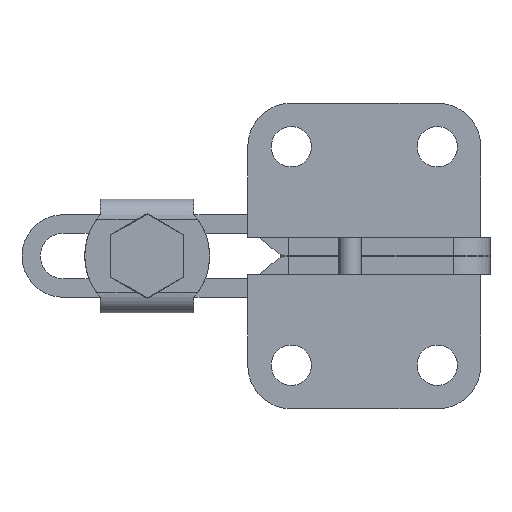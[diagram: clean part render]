
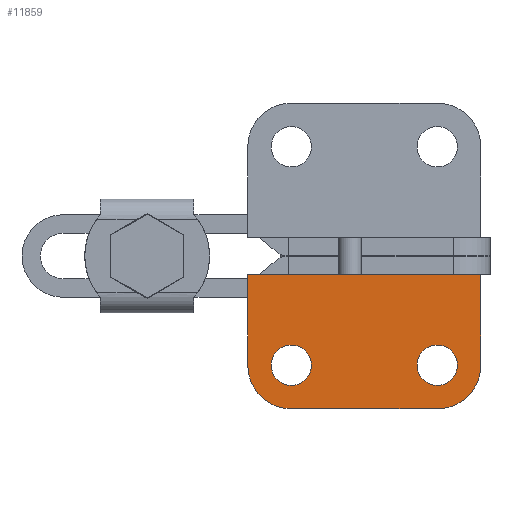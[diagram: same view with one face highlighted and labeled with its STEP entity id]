
A CAD part, front view. The second image highlights one B-rep face of the part: STEP entity #11859.
In plain terms, the highlighted planar face has unit normal (0, -1, 0).
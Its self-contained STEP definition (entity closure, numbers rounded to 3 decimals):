
#8 = VERTEX_POINT ( 'NONE', #4781 ) ;
#50 = CARTESIAN_POINT ( 'NONE',  ( 12.7, 0., -4. ) ) ;
#125 = VECTOR ( 'NONE', #1575, 1000. ) ;
#158 = VERTEX_POINT ( 'NONE', #9450 ) ;
#399 = ORIENTED_EDGE ( 'NONE', *, *, #10670, .F. ) ;
#403 = EDGE_LOOP ( 'NONE', ( #1024, #399, #744, #5340, #7399, #3230, #559, #9171 ) ) ;
#423 = EDGE_CURVE ( 'NONE', #10393, #798, #4504, .T. ) ;
#559 = ORIENTED_EDGE ( 'NONE', *, *, #5454, .F. ) ;
#674 = CARTESIAN_POINT ( 'NONE',  ( -12.7, 0., -4. ) ) ;
#744 = ORIENTED_EDGE ( 'NONE', *, *, #11508, .F. ) ;
#798 = VERTEX_POINT ( 'NONE', #1175 ) ;
#802 = CARTESIAN_POINT ( 'NONE',  ( -15.53, 0., -4. ) ) ;
#869 = LINE ( 'NONE', #7676, #10525 ) ;
#1024 = ORIENTED_EDGE ( 'NONE', *, *, #4065, .T. ) ;
#1033 = CARTESIAN_POINT ( 'NONE',  ( 7.95, 0., -13.9 ) ) ;
#1175 = CARTESIAN_POINT ( 'NONE',  ( -5.75, 0., -13.9 ) ) ;
#1210 = FACE_BOUND ( 'NONE', #11410, .T. ) ;
#1297 = CARTESIAN_POINT ( 'NONE',  ( 12.7, 0., -18.65 ) ) ;
#1370 = DIRECTION ( 'NONE',  ( 1., 0., 0. ) ) ;
#1388 = EDGE_CURVE ( 'NONE', #7045, #1549, #4886, .T. ) ;
#1494 = DIRECTION ( 'NONE',  ( 0., -1., 0. ) ) ;
#1549 = VERTEX_POINT ( 'NONE', #6082 ) ;
#1575 = DIRECTION ( 'NONE',  ( 0., 0., 1. ) ) ;
#1861 = ORIENTED_EDGE ( 'NONE', *, *, #10286, .F. ) ;
#1979 = DIRECTION ( 'NONE',  ( -1., 0., 0. ) ) ;
#2100 = LINE ( 'NONE', #802, #6791 ) ;
#2173 = EDGE_CURVE ( 'NONE', #4035, #1549, #869, .T. ) ;
#2276 = LINE ( 'NONE', #50, #11919 ) ;
#2302 = VERTEX_POINT ( 'NONE', #4861 ) ;
#2373 = VECTOR ( 'NONE', #5467, 1000. ) ;
#2632 = CIRCLE ( 'NONE', #5067, 4.75 ) ;
#2654 = DIRECTION ( 'NONE',  ( 0., -1., 0. ) ) ;
#2865 = VERTEX_POINT ( 'NONE', #10533 ) ;
#2907 = DIRECTION ( 'NONE',  ( 0., 0., 1. ) ) ;
#3108 = CARTESIAN_POINT ( 'NONE',  ( 7.95, 0., -13.9 ) ) ;
#3230 = ORIENTED_EDGE ( 'NONE', *, *, #10788, .T. ) ;
#3311 = CIRCLE ( 'NONE', #7767, 4.75 ) ;
#3434 = DIRECTION ( 'NONE',  ( 0., -1., 0. ) ) ;
#3481 = CARTESIAN_POINT ( 'NONE',  ( 12.7, 0., -18.65 ) ) ;
#3849 = VERTEX_POINT ( 'NONE', #9698 ) ;
#3918 = VERTEX_POINT ( 'NONE', #5166 ) ;
#4035 = VERTEX_POINT ( 'NONE', #8987 ) ;
#4053 = DIRECTION ( 'NONE',  ( 1., 0., 0. ) ) ;
#4065 = EDGE_CURVE ( 'NONE', #3849, #158, #7638, .T. ) ;
#4318 = CARTESIAN_POINT ( 'NONE',  ( -7.95, 0., -18.65 ) ) ;
#4322 = EDGE_CURVE ( 'NONE', #2865, #8, #10950, .T. ) ;
#4446 = EDGE_CURVE ( 'NONE', #3918, #3849, #2632, .T. ) ;
#4473 = AXIS2_PLACEMENT_3D ( 'NONE', #10855, #5307, #11802 ) ;
#4504 = CIRCLE ( 'NONE', #8983, 2.2 ) ;
#4781 = CARTESIAN_POINT ( 'NONE',  ( 5.75, 0., -13.9 ) ) ;
#4861 = CARTESIAN_POINT ( 'NONE',  ( 12.7, 0., -4. ) ) ;
#4886 = LINE ( 'NONE', #674, #2373 ) ;
#5067 = AXIS2_PLACEMENT_3D ( 'NONE', #3108, #9639, #4053 ) ;
#5166 = CARTESIAN_POINT ( 'NONE',  ( 7.95, 0., -18.65 ) ) ;
#5307 = DIRECTION ( 'NONE',  ( 0., -1., 0. ) ) ;
#5340 = ORIENTED_EDGE ( 'NONE', *, *, #1388, .T. ) ;
#5346 = VECTOR ( 'NONE', #10861, 1000. ) ;
#5454 = EDGE_CURVE ( 'NONE', #3918, #7150, #10567, .T. ) ;
#5467 = DIRECTION ( 'NONE',  ( 0., 0., -1. ) ) ;
#5789 = CIRCLE ( 'NONE', #4473, 2.2 ) ;
#5963 = CARTESIAN_POINT ( 'NONE',  ( -12.7, 0., -4. ) ) ;
#6040 = PLANE ( 'NONE',  #6341 ) ;
#6082 = CARTESIAN_POINT ( 'NONE',  ( -12.7, 0., -6.001 ) ) ;
#6325 = CARTESIAN_POINT ( 'NONE',  ( -10.15, 0., -13.9 ) ) ;
#6341 = AXIS2_PLACEMENT_3D ( 'NONE', #1297, #6988, #1370 ) ;
#6377 = DIRECTION ( 'NONE',  ( 1., 0., 0. ) ) ;
#6791 = VECTOR ( 'NONE', #6377, 1000. ) ;
#6988 = DIRECTION ( 'NONE',  ( 0., -1., 0. ) ) ;
#7045 = VERTEX_POINT ( 'NONE', #5963 ) ;
#7102 = CARTESIAN_POINT ( 'NONE',  ( -7.95, 0., -13.9 ) ) ;
#7150 = VERTEX_POINT ( 'NONE', #4318 ) ;
#7399 = ORIENTED_EDGE ( 'NONE', *, *, #2173, .F. ) ;
#7610 = DIRECTION ( 'NONE',  ( 0., -1., 0. ) ) ;
#7612 = EDGE_CURVE ( 'NONE', #798, #10393, #10068, .T. ) ;
#7638 = LINE ( 'NONE', #3481, #125 ) ;
#7676 = CARTESIAN_POINT ( 'NONE',  ( -12.7, 0., -18.65 ) ) ;
#7767 = AXIS2_PLACEMENT_3D ( 'NONE', #7102, #1494, #8065 ) ;
#8016 = ORIENTED_EDGE ( 'NONE', *, *, #423, .F. ) ;
#8065 = DIRECTION ( 'NONE',  ( 1., 0., 0. ) ) ;
#8262 = DIRECTION ( 'NONE',  ( -1., 0., 0. ) ) ;
#8919 = ORIENTED_EDGE ( 'NONE', *, *, #7612, .F. ) ;
#8961 = CARTESIAN_POINT ( 'NONE',  ( 12.7, 0., -18.65 ) ) ;
#8983 = AXIS2_PLACEMENT_3D ( 'NONE', #9193, #2654, #8262 ) ;
#8987 = CARTESIAN_POINT ( 'NONE',  ( -12.7, 0., -13.9 ) ) ;
#9020 = CARTESIAN_POINT ( 'NONE',  ( -7.95, 0., -13.9 ) ) ;
#9171 = ORIENTED_EDGE ( 'NONE', *, *, #4446, .T. ) ;
#9193 = CARTESIAN_POINT ( 'NONE',  ( -7.95, 0., -13.9 ) ) ;
#9450 = CARTESIAN_POINT ( 'NONE',  ( 12.7, 0., -6.001 ) ) ;
#9639 = DIRECTION ( 'NONE',  ( 0., -1., 0. ) ) ;
#9698 = CARTESIAN_POINT ( 'NONE',  ( 12.7, 0., -13.9 ) ) ;
#9951 = DIRECTION ( 'NONE',  ( -1., 0., 0. ) ) ;
#10068 = CIRCLE ( 'NONE', #11762, 2.2 ) ;
#10280 = FACE_OUTER_BOUND ( 'NONE', #403, .T. ) ;
#10286 = EDGE_CURVE ( 'NONE', #8, #2865, #5789, .T. ) ;
#10393 = VERTEX_POINT ( 'NONE', #6325 ) ;
#10437 = DIRECTION ( 'NONE',  ( 0., 0., -1. ) ) ;
#10525 = VECTOR ( 'NONE', #2907, 1000. ) ;
#10533 = CARTESIAN_POINT ( 'NONE',  ( 10.15, 0., -13.9 ) ) ;
#10567 = LINE ( 'NONE', #8961, #5346 ) ;
#10573 = FACE_BOUND ( 'NONE', #11341, .T. ) ;
#10670 = EDGE_CURVE ( 'NONE', #2302, #158, #2276, .T. ) ;
#10788 = EDGE_CURVE ( 'NONE', #4035, #7150, #3311, .T. ) ;
#10855 = CARTESIAN_POINT ( 'NONE',  ( 7.95, 0., -13.9 ) ) ;
#10861 = DIRECTION ( 'NONE',  ( -1., 0., 0. ) ) ;
#10950 = CIRCLE ( 'NONE', #11549, 2.2 ) ;
#11090 = ORIENTED_EDGE ( 'NONE', *, *, #4322, .F. ) ;
#11341 = EDGE_LOOP ( 'NONE', ( #8016, #8919 ) ) ;
#11410 = EDGE_LOOP ( 'NONE', ( #1861, #11090 ) ) ;
#11508 = EDGE_CURVE ( 'NONE', #7045, #2302, #2100, .T. ) ;
#11549 = AXIS2_PLACEMENT_3D ( 'NONE', #1033, #7610, #1979 ) ;
#11762 = AXIS2_PLACEMENT_3D ( 'NONE', #9020, #3434, #9951 ) ;
#11802 = DIRECTION ( 'NONE',  ( -1., 0., 0. ) ) ;
#11859 = ADVANCED_FACE ( 'NONE', ( #1210, #10573, #10280 ), #6040, .T. ) ;
#11919 = VECTOR ( 'NONE', #10437, 1000. ) ;
